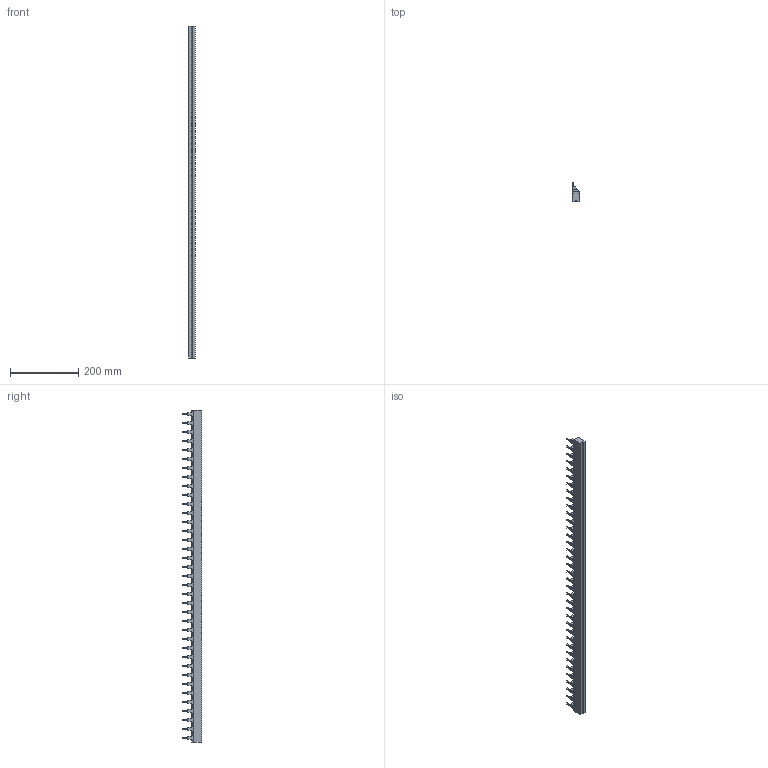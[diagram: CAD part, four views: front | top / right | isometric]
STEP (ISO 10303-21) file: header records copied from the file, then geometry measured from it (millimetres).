
FILE_DESCRIPTION((''),'2;1');
FILE_NAME('SB112322_3D-SIMPLIFIED_ASM','2016-05-17T',('gpezzani'),(''),'PRO/ENGINEER BY PARAMETRIC TECHNOLOGY CORPORATION, 2014090','PRO/ENGINEER BY PARAMETRIC TECHNOLOGY CORPORATION, 2014090','');
FILE_SCHEMA(('CONFIG_CONTROL_DESIGN'));
Length unit declared in the file: millimetre
Products named in the file (3): CORP; SIMPLIFIED_ASM; SB112322_3D-SIMPLIFIED_ASM
Assembly tree (2 placements, depth 3):
  SB112322_3D-SIMPLIFIED_ASM
    SIMPLIFIED_ASM
      CORP
Bounding box: 19.3 x 56.8 x 974.6 mm (x, y, z)
Volume: 600856.8 mm3; surface area: 136223.5 mm2
Topology: 1 solids, 1 shells, 963 faces, 2772 edges, 1848 vertices
Faces by surface type: plane 766, cylinder 197
Entity records: 31448 total; most frequent: CARTESIAN_POINT 5885, ORIENTED_EDGE 5544, DIRECTION 4956, EDGE_CURVE 2772, VECTOR 2378, LINE 2378, VERTEX_POINT 1848, AXIS2_PLACEMENT_3D 1289
